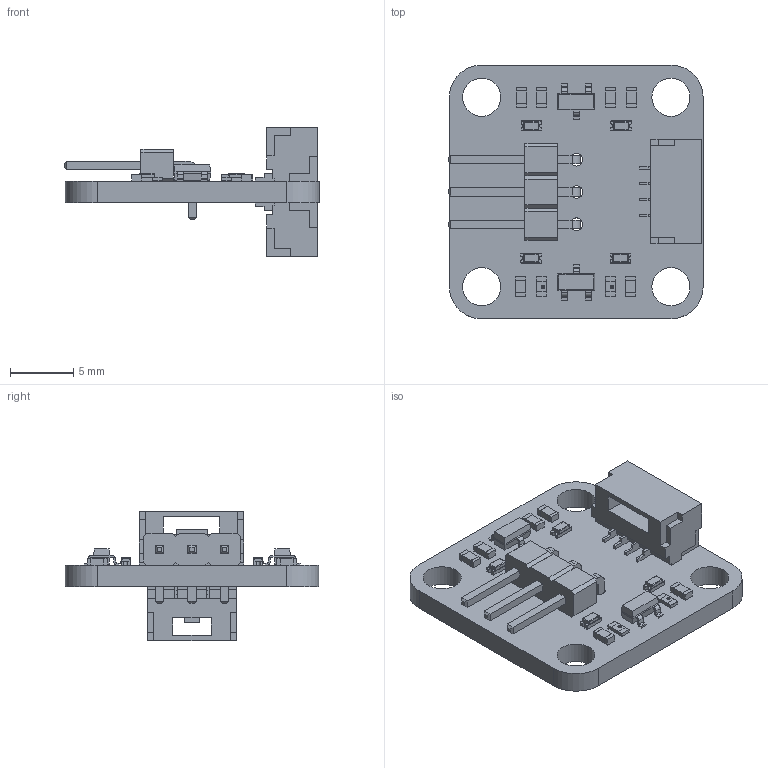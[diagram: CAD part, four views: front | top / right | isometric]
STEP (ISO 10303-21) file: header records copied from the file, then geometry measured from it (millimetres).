
FILE_DESCRIPTION(('Open CASCADE Model'),'2;1');
FILE_NAME('Open CASCADE Shape Model','2022-01-24T15:35:29',('Author'),( 'Open CASCADE'),'Open CASCADE STEP processor 6.8','Open CASCADE 6.8' ,'Unknown');
FILE_SCHEMA(('AUTOMOTIVE_DESIGN { 1 0 10303 214 1 1 1 1 }'));
Length unit declared in the file: millimetre
Products named in the file (37): PCB; Board; Open CASCADE STEP translator 6.8 1.1.1; R6; 6513774352; term1; term2; body; D4; LED_0603_GREEN; Q1; SOT23-3; R5; R3; 6227901424; R1; P2; JST_GH_SM03B-GHS-TB_1x03-1MP_P1.25mm_Horizontal; LDO1; D3; LED_0603_YELLOW; D2; LED_0603_BLUE; D1; LED_0603_RED; P3; PinHeader_1x03_P2.54mm_Horizontal; C2; User_Library-0603_SMD_Capacitor; R4; R2; P1; JST_GH_SM04B-GHS-TB_1x04-1MP_P1.25mm_Horizontal; C1
Assembly tree (42 placements, depth 4):
  PCB
    Board
      Open CASCADE STEP translator 6.8 1.1.1
    R6
      6513774352
        term1
        term2
        body
    D4
      LED_0603_GREEN
    Q1
      SOT23-3
    R5
      6513774352
        term1
        term2
        body
    R3
      6227901424
        term1
        term2
        body
    R1
      6227901424
        term1
        term2
        body
    P2
      JST_GH_SM03B-GHS-TB_1x03-1MP_P1.25mm_Horizontal
    LDO1
      SOT23-3
    D3
      LED_0603_YELLOW
    D2
      LED_0603_BLUE
    D1
      LED_0603_RED
    P3
      PinHeader_1x03_P2.54mm_Horizontal
    C2
      User_Library-0603_SMD_Capacitor
    R4
      6227901424
        term1
        term2
        body
    R2
      6227901424
        term1
        term2
        body
    P1
      JST_GH_SM04B-GHS-TB_1x04-1MP_P1.25mm_Horizontal
    C1
      User_Library-0603_SMD_Capacitor
Bounding box: 20.04 x 20 x 10.18 mm (x, y, z)
Volume: 853.7 mm3; surface area: 1761.7 mm2
Topology: 30 solids, 30 shells, 1081 faces, 2796 edges, 1774 vertices
Faces by surface type: plane 849, cylinder 122, bspline 78, sphere 32
Full cylindrical faces by diameter (mm): 1 x3, 3 x4
Entity records: 33676 total; most frequent: CARTESIAN_POINT 6870, ORIENTED_EDGE 4538, DIRECTION 4113, EDGE_CURVE 2269, LINE 2003, VECTOR 2003, VERTEX_POINT 1464, AXIS2_PLACEMENT_3D 1055
